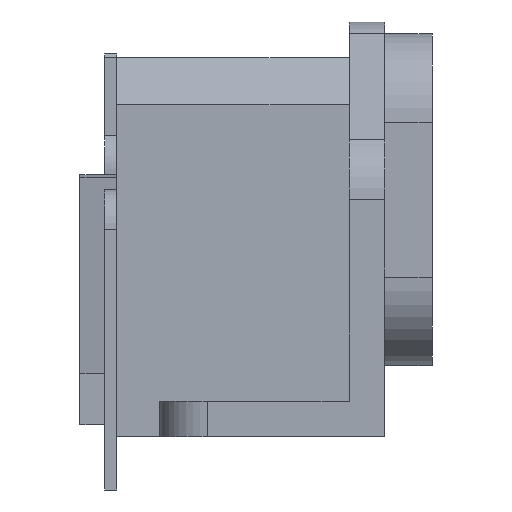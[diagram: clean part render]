
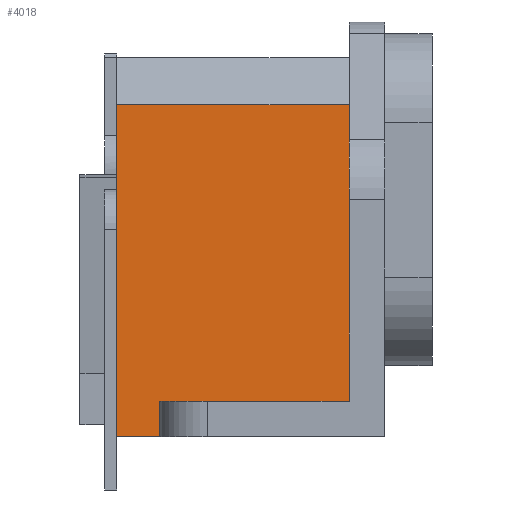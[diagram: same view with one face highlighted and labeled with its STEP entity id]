
A CAD part, left-side view. The second image highlights one B-rep face of the part: STEP entity #4018.
In plain terms, the highlighted planar face has unit normal (-1, 0, 0).
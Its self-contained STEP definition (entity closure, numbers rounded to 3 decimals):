
#725=DIRECTION('',(0.,1.,0.));
#726=VECTOR('',#725,2.896);
#727=CARTESIAN_POINT('',(-13.462,12.681,-15.875));
#728=LINE('',#727,#726);
#760=DIRECTION('',(0.,1.,0.));
#761=VECTOR('',#760,15.577);
#762=CARTESIAN_POINT('',(-13.462,0.,6.35));
#763=LINE('',#762,#761);
#764=DIRECTION('',(0.,0.,1.));
#765=VECTOR('',#764,19.844);
#766=CARTESIAN_POINT('',(-13.462,0.,-13.494));
#767=LINE('',#766,#765);
#768=DIRECTION('',(0.,-1.,0.));
#769=VECTOR('',#768,12.681);
#770=CARTESIAN_POINT('',(-13.462,12.681,-13.494));
#771=LINE('',#770,#769);
#772=DIRECTION('',(0.,0.,1.));
#773=VECTOR('',#772,2.381);
#774=CARTESIAN_POINT('',(-13.462,12.681,-15.875));
#775=LINE('',#774,#773);
#853=DIRECTION('',(0.,0.,1.));
#854=VECTOR('',#853,22.225);
#855=CARTESIAN_POINT('',(-13.462,15.577,-15.875));
#856=LINE('',#855,#854);
#2450=CARTESIAN_POINT('',(-13.462,0.,6.35));
#2451=VERTEX_POINT('',#2450);
#2452=CARTESIAN_POINT('',(-13.462,0.,-13.494));
#2453=VERTEX_POINT('',#2452);
#2533=CARTESIAN_POINT('',(-13.462,15.577,-15.875));
#2535=VERTEX_POINT('',#2533);
#2542=CARTESIAN_POINT('',(-13.462,12.681,-15.875));
#2543=VERTEX_POINT('',#2542);
#2550=CARTESIAN_POINT('',(-13.462,12.681,-13.494));
#2551=VERTEX_POINT('',#2550);
#2744=CARTESIAN_POINT('',(-13.462,15.577,6.35));
#2745=VERTEX_POINT('',#2744);
#4001=CARTESIAN_POINT('',(-13.462,0.,0.));
#4002=DIRECTION('',(-1.,0.,0.));
#4003=DIRECTION('',(0.,0.,1.));
#4004=AXIS2_PLACEMENT_3D('',#4001,#4002,#4003);
#4005=PLANE('',#4004);
#4007=ORIENTED_EDGE('',*,*,#4006,.T.);
#4009=ORIENTED_EDGE('',*,*,#4008,.F.);
#4011=ORIENTED_EDGE('',*,*,#4010,.F.);
#4013=ORIENTED_EDGE('',*,*,#4012,.F.);
#4014=ORIENTED_EDGE('',*,*,#3994,.F.);
#4015=ORIENTED_EDGE('',*,*,#3955,.T.);
#4016=EDGE_LOOP('',(#4007,#4009,#4011,#4013,#4014,#4015));
#4017=FACE_OUTER_BOUND('',#4016,.F.);
#4018=ADVANCED_FACE('',(#4017),#4005,.T.);
#3955=EDGE_CURVE('',#2543,#2535,#728,.T.);
#3994=EDGE_CURVE('',#2543,#2551,#775,.T.);
#4006=EDGE_CURVE('',#2535,#2745,#856,.T.);
#4008=EDGE_CURVE('',#2451,#2745,#763,.T.);
#4010=EDGE_CURVE('',#2453,#2451,#767,.T.);
#4012=EDGE_CURVE('',#2551,#2453,#771,.T.);
